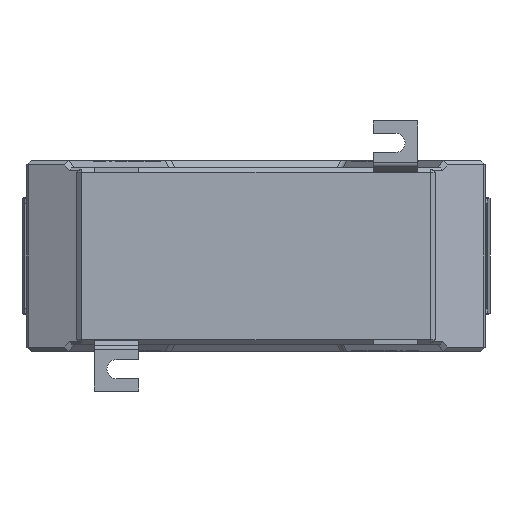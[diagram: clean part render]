
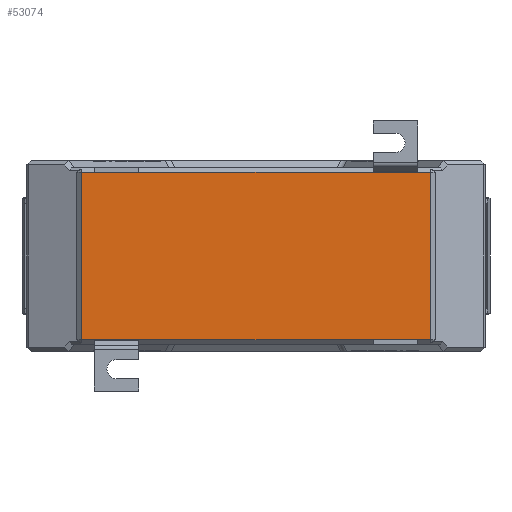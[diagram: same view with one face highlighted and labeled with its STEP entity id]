
A CAD part, front view. The second image highlights one B-rep face of the part: STEP entity #53074.
In plain terms, the highlighted planar face has unit normal (0, -1, 0).
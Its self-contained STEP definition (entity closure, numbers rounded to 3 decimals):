
#4793=PLANE('',#56791);
#7590=FACE_OUTER_BOUND('',#10564,.T.);
#10564=EDGE_LOOP('',(#46688,#46689,#46690,#46691,#46692,#46693,#46694,#46695,
#46696,#46697,#46698,#46699,#46700,#46701,#46702,#46703,#46704,#46705,#46706,
#46707));
#11812=LINE('',#71349,#17396);
#11816=LINE('',#71358,#17400);
#12327=LINE('',#74545,#17911);
#12331=LINE('',#74552,#17915);
#12337=LINE('',#74565,#17921);
#12381=LINE('',#74651,#17965);
#12385=LINE('',#74663,#17969);
#12396=LINE('',#74683,#17980);
#12397=LINE('',#74685,#17981);
#14301=LINE('',#88570,#19885);
#14307=LINE('',#88582,#19891);
#15696=LINE('',#94094,#21280);
#15697=LINE('',#94096,#21281);
#15698=LINE('',#94098,#21282);
#15699=LINE('',#94100,#21283);
#15700=LINE('',#94101,#21284);
#15701=LINE('',#94103,#21285);
#15702=LINE('',#94104,#21286);
#15703=LINE('',#94105,#21287);
#15704=LINE('',#94106,#21288);
#17396=VECTOR('',#58593,1000.);
#17400=VECTOR('',#58599,1000.);
#17911=VECTOR('',#59556,1000.);
#17915=VECTOR('',#59562,1000.);
#17921=VECTOR('',#59574,1000.);
#17965=VECTOR('',#59652,1000.);
#17969=VECTOR('',#59662,1000.);
#17980=VECTOR('',#59681,1000.);
#17981=VECTOR('',#59684,1000.);
#19885=VECTOR('',#64174,1000.);
#19891=VECTOR('',#64184,1000.);
#21280=VECTOR('',#67525,1000.);
#21281=VECTOR('',#67526,1000.);
#21282=VECTOR('',#67527,1000.);
#21283=VECTOR('',#67528,1000.);
#21284=VECTOR('',#67529,1000.);
#21285=VECTOR('',#67530,1000.);
#21286=VECTOR('',#67531,1000.);
#21287=VECTOR('',#67532,1000.);
#21288=VECTOR('',#67533,1000.);
#24002=VERTEX_POINT('',#71346);
#24003=VERTEX_POINT('',#71348);
#24006=VERTEX_POINT('',#71355);
#24007=VERTEX_POINT('',#71357);
#24719=VERTEX_POINT('',#74543);
#24720=VERTEX_POINT('',#74548);
#24721=VERTEX_POINT('',#74550);
#24725=VERTEX_POINT('',#74564);
#24753=VERTEX_POINT('',#74659);
#24755=VERTEX_POINT('',#74662);
#26178=VERTEX_POINT('',#88567);
#26179=VERTEX_POINT('',#88569);
#26182=VERTEX_POINT('',#88579);
#26183=VERTEX_POINT('',#88581);
#27536=VERTEX_POINT('',#94092);
#27537=VERTEX_POINT('',#94093);
#27538=VERTEX_POINT('',#94095);
#27539=VERTEX_POINT('',#94097);
#27540=VERTEX_POINT('',#94099);
#27541=VERTEX_POINT('',#94102);
#28926=EDGE_CURVE('',#24003,#24002,#11812,.T.);
#28930=EDGE_CURVE('',#24006,#24007,#11816,.T.);
#29714=EDGE_CURVE('',#24006,#24719,#12327,.T.);
#29718=EDGE_CURVE('',#24720,#24721,#12331,.T.);
#29724=EDGE_CURVE('',#24725,#24003,#12337,.T.);
#29773=EDGE_CURVE('',#24007,#24002,#12381,.T.);
#29778=EDGE_CURVE('',#24755,#24753,#12385,.T.);
#29789=EDGE_CURVE('',#24719,#24755,#12396,.T.);
#29790=EDGE_CURVE('',#24720,#24753,#12397,.T.);
#32296=EDGE_CURVE('',#26178,#26179,#14301,.T.);
#32302=EDGE_CURVE('',#26183,#26182,#14307,.T.);
#34260=EDGE_CURVE('',#27536,#27537,#15696,.T.);
#34261=EDGE_CURVE('',#27537,#27538,#15697,.T.);
#34262=EDGE_CURVE('',#27539,#27538,#15698,.T.);
#34263=EDGE_CURVE('',#27539,#27540,#15699,.T.);
#34264=EDGE_CURVE('',#27540,#24725,#15700,.T.);
#34265=EDGE_CURVE('',#24721,#27541,#15701,.T.);
#34266=EDGE_CURVE('',#27541,#26183,#15702,.T.);
#34267=EDGE_CURVE('',#26179,#26182,#15703,.T.);
#34268=EDGE_CURVE('',#26178,#27536,#15704,.T.);
#46688=ORIENTED_EDGE('',*,*,#34260,.T.);
#46689=ORIENTED_EDGE('',*,*,#34261,.T.);
#46690=ORIENTED_EDGE('',*,*,#34262,.F.);
#46691=ORIENTED_EDGE('',*,*,#34263,.T.);
#46692=ORIENTED_EDGE('',*,*,#34264,.T.);
#46693=ORIENTED_EDGE('',*,*,#29724,.T.);
#46694=ORIENTED_EDGE('',*,*,#28926,.T.);
#46695=ORIENTED_EDGE('',*,*,#29773,.F.);
#46696=ORIENTED_EDGE('',*,*,#28930,.F.);
#46697=ORIENTED_EDGE('',*,*,#29714,.T.);
#46698=ORIENTED_EDGE('',*,*,#29789,.T.);
#46699=ORIENTED_EDGE('',*,*,#29778,.T.);
#46700=ORIENTED_EDGE('',*,*,#29790,.F.);
#46701=ORIENTED_EDGE('',*,*,#29718,.T.);
#46702=ORIENTED_EDGE('',*,*,#34265,.T.);
#46703=ORIENTED_EDGE('',*,*,#34266,.T.);
#46704=ORIENTED_EDGE('',*,*,#32302,.T.);
#46705=ORIENTED_EDGE('',*,*,#34267,.F.);
#46706=ORIENTED_EDGE('',*,*,#32296,.F.);
#46707=ORIENTED_EDGE('',*,*,#34268,.T.);
#53074=ADVANCED_FACE('',(#7590),#4793,.F.);
#56791=AXIS2_PLACEMENT_3D('',#94091,#67523,#67524);
#58593=DIRECTION('',(0.,0.,1.));
#58599=DIRECTION('',(0.,0.,1.));
#59556=DIRECTION('',(1.,0.,0.));
#59562=DIRECTION('',(1.,0.,0.));
#59574=DIRECTION('',(1.,0.,0.));
#59652=DIRECTION('',(-1.,0.,0.));
#59662=DIRECTION('',(1.,0.,0.));
#59681=DIRECTION('',(0.,0.,1.));
#59684=DIRECTION('',(0.,0.,1.));
#64174=DIRECTION('',(0.,0.,-1.));
#64184=DIRECTION('',(0.,0.,-1.));
#67523=DIRECTION('center_axis',(0.,1.,0.));
#67524=DIRECTION('ref_axis',(0.,0.,1.));
#67525=DIRECTION('',(0.,0.,-1.));
#67526=DIRECTION('',(-1.,0.,0.));
#67527=DIRECTION('',(0.,0.,-1.));
#67528=DIRECTION('',(-1.,0.,0.));
#67529=DIRECTION('',(0.,0.,-1.));
#67530=DIRECTION('',(0.,0.,1.));
#67531=DIRECTION('',(-1.,0.,0.));
#67532=DIRECTION('',(1.,0.,0.));
#67533=DIRECTION('',(-1.,0.,0.));
#71346=CARTESIAN_POINT('',(-55.,0.,-28.4));
#71348=CARTESIAN_POINT('',(-55.,0.,-28.5));
#71349=CARTESIAN_POINT('',(-55.,0.,-30.));
#71355=CARTESIAN_POINT('',(-40.,0.,-28.5));
#71357=CARTESIAN_POINT('',(-40.,0.,-28.4));
#71358=CARTESIAN_POINT('',(-40.,0.,-30.));
#74543=CARTESIAN_POINT('',(40.,0.,-28.5));
#74545=CARTESIAN_POINT('',(61.,0.,-28.5));
#74548=CARTESIAN_POINT('',(55.,0.,-28.5));
#74550=CARTESIAN_POINT('',(59.5,0.,-28.5));
#74552=CARTESIAN_POINT('',(61.,0.,-28.5));
#74564=CARTESIAN_POINT('',(-59.5,0.,-28.5));
#74565=CARTESIAN_POINT('',(61.,0.,-28.5));
#74651=CARTESIAN_POINT('',(-40.,0.,-28.4));
#74659=CARTESIAN_POINT('',(55.,0.,-28.4));
#74662=CARTESIAN_POINT('',(40.,0.,-28.4));
#74663=CARTESIAN_POINT('',(40.,0.,-28.4));
#74683=CARTESIAN_POINT('',(40.,0.,-30.));
#74685=CARTESIAN_POINT('',(55.,0.,-30.));
#88567=CARTESIAN_POINT('',(40.,0.,28.5));
#88569=CARTESIAN_POINT('',(40.,0.,28.4));
#88570=CARTESIAN_POINT('',(40.,0.,30.));
#88579=CARTESIAN_POINT('',(55.,0.,28.4));
#88581=CARTESIAN_POINT('',(55.,0.,28.5));
#88582=CARTESIAN_POINT('',(55.,0.,30.));
#94091=CARTESIAN_POINT('Origin',(61.,0.,32.5));
#94092=CARTESIAN_POINT('',(-40.,0.,28.5));
#94093=CARTESIAN_POINT('',(-40.,0.,28.4));
#94094=CARTESIAN_POINT('',(-40.,0.,30.));
#94095=CARTESIAN_POINT('',(-55.,0.,28.4));
#94096=CARTESIAN_POINT('',(-40.,0.,28.4));
#94097=CARTESIAN_POINT('',(-55.,0.,28.5));
#94098=CARTESIAN_POINT('',(-55.,0.,30.));
#94099=CARTESIAN_POINT('',(-59.5,0.,28.5));
#94100=CARTESIAN_POINT('',(-61.,0.,28.5));
#94101=CARTESIAN_POINT('',(-59.5,0.,-32.5));
#94102=CARTESIAN_POINT('',(59.5,0.,28.5));
#94103=CARTESIAN_POINT('',(59.5,0.,-32.5));
#94104=CARTESIAN_POINT('',(-61.,0.,28.5));
#94105=CARTESIAN_POINT('',(40.,0.,28.4));
#94106=CARTESIAN_POINT('',(-61.,0.,28.5));
